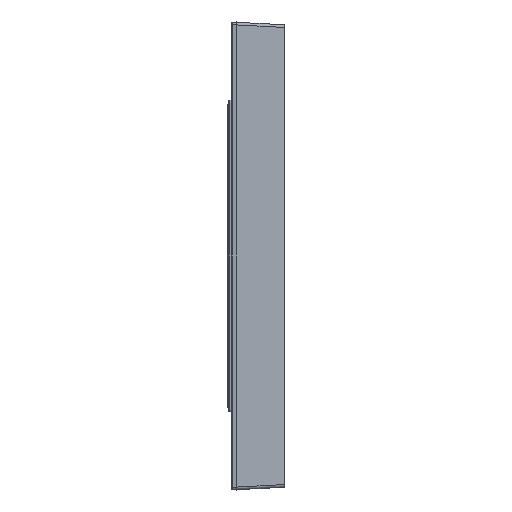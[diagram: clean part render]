
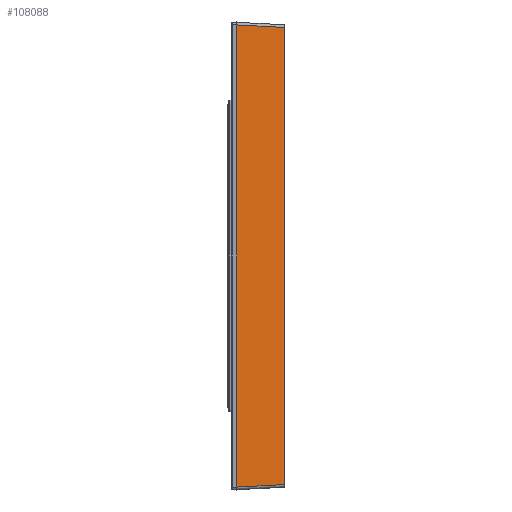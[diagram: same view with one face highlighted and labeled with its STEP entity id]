
A CAD part, left-side view. The second image highlights one B-rep face of the part: STEP entity #108088.
In plain terms, the highlighted planar face has unit normal (-0.999, -0.052, 0).
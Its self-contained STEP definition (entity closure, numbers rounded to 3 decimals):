
#32281=CARTESIAN_POINT('',(-43.478,0.,42.979));
#32328=CARTESIAN_POINT('',(-43.478,0.,-42.979));
#32361=DIRECTION('',(0.052,-0.997,-0.052));
#32362=VECTOR('',#32361,9.025);
#32363=CARTESIAN_POINT('',(-43.95,9.,43.451));
#32364=LINE('109022',#32363,#32362);
#32368=DIRECTION('',(0.,0.,1.));
#32369=VECTOR('',#32368,85.958);
#32370=CARTESIAN_POINT('',(-43.478,0.,-42.979));
#32371=LINE('109035',#32370,#32369);
#32375=DIRECTION('',(0.052,-0.997,0.052));
#32376=VECTOR('',#32375,9.025);
#32377=CARTESIAN_POINT('',(-43.95,9.,-43.451));
#32378=LINE('109030',#32377,#32376);
#32465=DIRECTION('',(0.,0.,1.));
#32466=VECTOR('',#32465,86.901);
#32467=CARTESIAN_POINT('',(-43.95,9.,-43.451));
#32468=LINE('109039',#32467,#32466);
#67423=VERTEX_POINT('',#32281);
#67427=CARTESIAN_POINT('',(-43.95,9.,43.451));
#67428=VERTEX_POINT('',#67427);
#67442=VERTEX_POINT('',#32328);
#67443=CARTESIAN_POINT('',(-43.95,9.,-43.451));
#67444=VERTEX_POINT('',#67443);
#108075=CARTESIAN_POINT('',(-43.95,9.,-43.95));
#108076=DIRECTION('',(0.999,0.052,0.));
#108077=DIRECTION('',(0.,0.,1.));
#108078=AXIS2_PLACEMENT_3D('',#108075,#108076,#108077);
#108079=PLANE('106114',#108078);
#108080=ORIENTED_EDGE('109022',*,*,#108059,.T.);
#108081=ORIENTED_EDGE('109035',*,*,#108024,.F.);
#108083=ORIENTED_EDGE('109030',*,*,#108082,.F.);
#108085=ORIENTED_EDGE('109039',*,*,#108084,.T.);
#108086=EDGE_LOOP('106114',(#108080,#108081,#108083,#108085));
#108087=FACE_OUTER_BOUND('106114',#108086,.F.);
#108088=ADVANCED_FACE('106114',(#108087),#108079,.F.);
#108024=EDGE_CURVE('109035',#67442,#67423,#32371,.T.);
#108059=EDGE_CURVE('109022',#67428,#67423,#32364,.T.);
#108082=EDGE_CURVE('109030',#67444,#67442,#32378,.T.);
#108084=EDGE_CURVE('109039',#67444,#67428,#32468,.T.);
